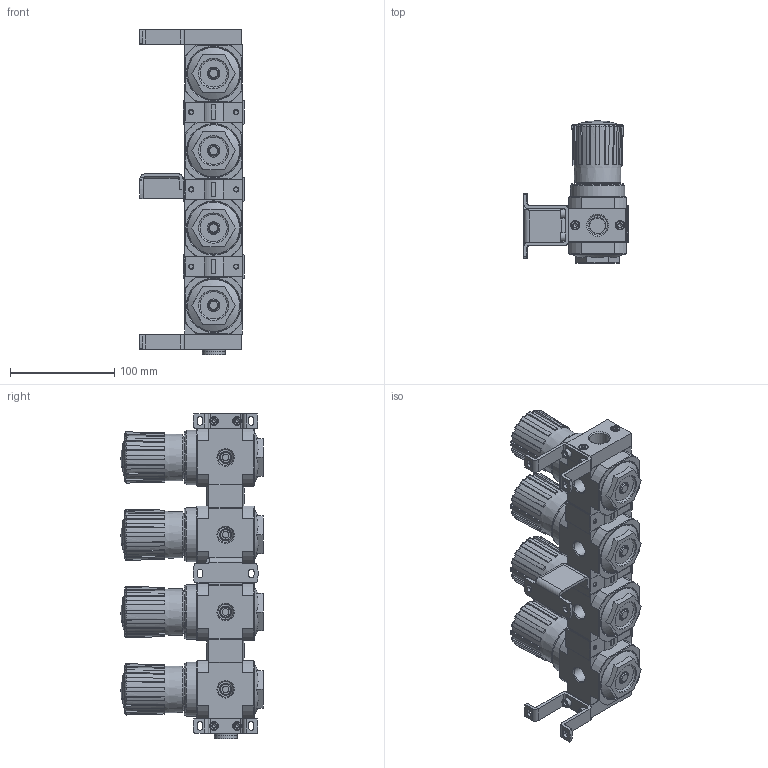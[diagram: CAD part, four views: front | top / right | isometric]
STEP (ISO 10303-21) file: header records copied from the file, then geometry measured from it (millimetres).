
FILE_DESCRIPTION(/* description */ ('STEP AP214'),/* implementation_level */ '2;1');
FILE_NAME(/* name */ '528989_LRB-1_2-D-7-O-K4-MIDI',/* time_stamp */ '2024-09-04T22:15:09+02:00',/* author */ ('License CC BY-ND 4.0'),/* organization */ ('CADENAS'),/* preprocessor_version */ 'ST-DEVELOPER v19.3',/* originating_system */ 'PARTsolutions',/* authorisation */ ' ');
FILE_SCHEMA (('MODEL_BASED_INTEGRATED_MANUFACTURING_SCHEMA','AUTOMOTIVE_DESIGN {1 0 10303 214 3 1 1}'));
Length unit declared in the file: millimetre
Products named in the file (15): 528989 LRB-1/2-D-7-O-K4-MIDI---(0); 528989 LRB-1/2-D-7-O-K4-MIDI---(0-Geh); 525036 LRBAS-1/2-D-MIDI---(p); 525030 HRB-D-MIDI---(p); DIN-912 - M5x10(F); 2225 O-3/8; DIN-908 G3/8A; DIN-912 - M5x16(F); 373846 LR-MIDI; 529023 HRBC-D-MIDIo; 529023 HRBC-D-MIDIu; 648685 HRBC-D-MIDI---(s); DIN-912 - M5x25(F); 525032 HRBK-D-MIDI---(p); Senkschraube DIN 7991 M5x30
Assembly tree (47 placements, depth 2):
  528989 LRB-1/2-D-7-O-K4-MIDI---(0)
    528989 LRB-1/2-D-7-O-K4-MIDI---(0-Geh)  x4
    525036 LRBAS-1/2-D-MIDI---(p)  x2
    525030 HRB-D-MIDI---(p)  x2
    DIN-912 - M5x10(F)  x4
    2225 O-3/8
    DIN-908 G3/8A
    DIN-912 - M5x16(F)  x4
    373846 LR-MIDI  x4
    529023 HRBC-D-MIDIo  x3
    529023 HRBC-D-MIDIu  x3
    648685 HRBC-D-MIDI---(s)  x12
    DIN-912 - M5x25(F)  x4
    525032 HRBK-D-MIDI---(p)
    Senkschraube DIN 7991 M5x30  x2
Bounding box: 99.85 x 136.3 x 312 mm (x, y, z)
Volume: 1266928.9 mm3; surface area: 238261.2 mm2
Topology: 47 solids, 47 shells, 2262 faces, 5502 edges, 3493 vertices
Faces by surface type: plane 1177, cylinder 438, cone 419, torus 208, sphere 20
Full cylindrical faces by diameter (mm): 4 x12, 4.134 x26, 5 x26, 5.3 x16, 6.3 x4, 8.5 x12, 9 x10, 9.5 x24, 9.6 x4, 10 x2, 10.2 x1, 11.2 x4, 11.445 x4, 13.157 x4, 14.95 x4, 16 x7, 16.662 x1, 16.8 x1, 18.631 x2, 22 x2, 26.4 x7, 29 x4, 30.8 x7, 39 x4, 50.16 x4, 52 x4
Entity records: 22309 total; most frequent: CARTESIAN_POINT 4206, DIRECTION 3430, ORIENTED_EDGE 3134, EDGE_CURVE 1567, AXIS2_PLACEMENT_3D 1349, VERTEX_POINT 1081, FACE_BOUND 894, EDGE_LOOP 889
